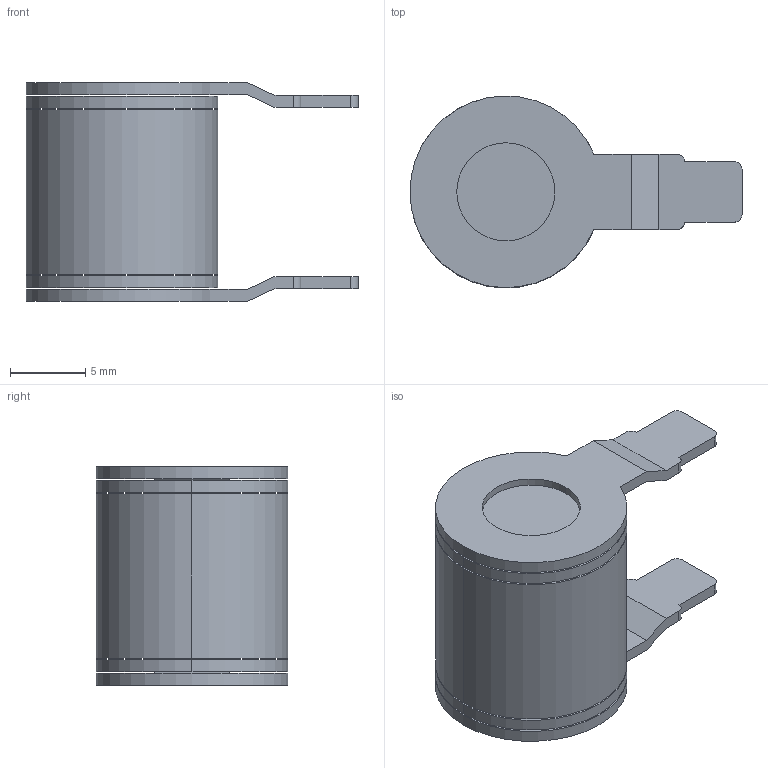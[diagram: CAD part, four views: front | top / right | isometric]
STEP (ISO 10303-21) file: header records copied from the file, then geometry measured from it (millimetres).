
FILE_DESCRIPTION((''),'2;1');
FILE_NAME('2047-XX-B','2012-07-31T',('ryans'),('Bourns, Inc.'),'PRO/ENGINEER BY PARAMETRIC TECHNOLOGY CORPORATION, 2010100','PRO/ENGINEER BY PARAMETRIC TECHNOLOGY CORPORATION, 2010100','');
FILE_SCHEMA(('CONFIG_CONTROL_DESIGN'));
Length unit declared in the file: millimetre
Products named in the file (1): 2047-XX-B
Bounding box: 22 x 12.7 x 14.5 mm (x, y, z)
Volume: 1822.3 mm3; surface area: 2056.6 mm2
Topology: 5 solids, 5 shells, 50 faces, 114 edges, 76 vertices
Faces by surface type: plane 30, cylinder 20
Entity records: 1448 total; most frequent: DIRECTION 254, CARTESIAN_POINT 240, ORIENTED_EDGE 228, EDGE_CURVE 114, AXIS2_PLACEMENT_3D 90, VERTEX_POINT 76, VECTOR 74, LINE 74
